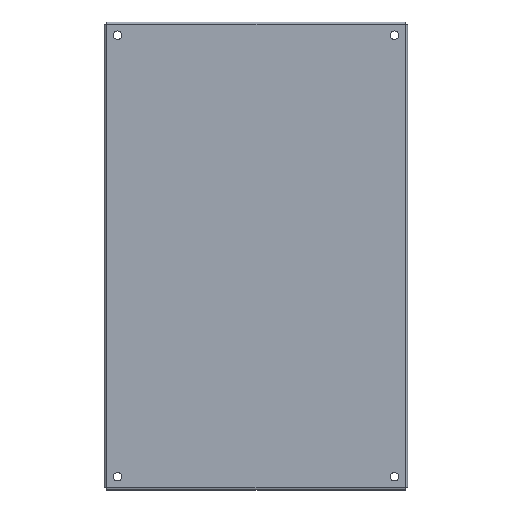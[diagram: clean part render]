
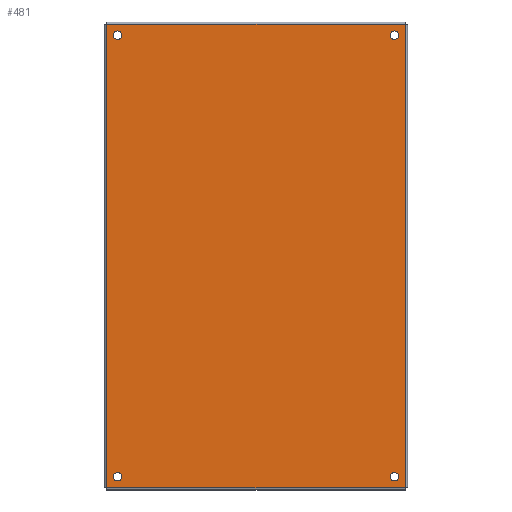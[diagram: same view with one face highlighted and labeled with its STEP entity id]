
A CAD part, front view. The second image highlights one B-rep face of the part: STEP entity #481.
In plain terms, the highlighted planar face has unit normal (0, -1, 0).
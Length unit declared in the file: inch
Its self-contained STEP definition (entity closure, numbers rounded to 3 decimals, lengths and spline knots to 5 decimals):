
#3 = VERTEX_POINT ( 'NONE', #1041 ) ;
#5 = AXIS2_PLACEMENT_3D ( 'NONE', #62, #74, #825 ) ;
#36 = CARTESIAN_POINT ( 'NONE',  ( -9.125, 0., 14.5625 ) ) ;
#37 = DIRECTION ( 'NONE',  ( 0., 1., 0. ) ) ;
#42 = DIRECTION ( 'NONE',  ( 0., 0., 1. ) ) ;
#43 = EDGE_CURVE ( 'NONE', #476, #1095, #1171, .T. ) ;
#51 = CIRCLE ( 'NONE', #1117, 0.28125 ) ;
#60 = ORIENTED_EDGE ( 'NONE', *, *, #570, .F. ) ;
#62 = CARTESIAN_POINT ( 'NONE',  ( -9.857, 0., 15.2945 ) ) ;
#74 = DIRECTION ( 'NONE',  ( 0., 1., 0. ) ) ;
#79 = DIRECTION ( 'NONE',  ( 0., 1., 0. ) ) ;
#84 = CARTESIAN_POINT ( 'NONE',  ( -9.857, 0., 15.2945 ) ) ;
#87 = VERTEX_POINT ( 'NONE', #181 ) ;
#93 = EDGE_CURVE ( 'NONE', #1082, #816, #441, .T. ) ;
#129 = DIRECTION ( 'NONE',  ( 0., 0., 1. ) ) ;
#143 = EDGE_CURVE ( 'NONE', #486, #3, #383, .T. ) ;
#147 = CARTESIAN_POINT ( 'NONE',  ( 9.125, 0., -14.28125 ) ) ;
#155 = DIRECTION ( 'NONE',  ( -1., 0., 0. ) ) ;
#158 = EDGE_CURVE ( 'NONE', #1191, #656, #568, .T. ) ;
#160 = EDGE_LOOP ( 'NONE', ( #892, #876 ) ) ;
#161 = EDGE_LOOP ( 'NONE', ( #1148, #1038 ) ) ;
#163 = DIRECTION ( 'NONE',  ( 0., 1., 0. ) ) ;
#164 = DIRECTION ( 'NONE',  ( 0., 0., 1. ) ) ;
#165 = CARTESIAN_POINT ( 'NONE',  ( -9.125, 0., 14.84375 ) ) ;
#175 = AXIS2_PLACEMENT_3D ( 'NONE', #1057, #229, #224 ) ;
#181 = CARTESIAN_POINT ( 'NONE',  ( -9.125, 0., -14.84375 ) ) ;
#193 = ORIENTED_EDGE ( 'NONE', *, *, #43, .T. ) ;
#202 = ORIENTED_EDGE ( 'NONE', *, *, #632, .T. ) ;
#205 = CIRCLE ( 'NONE', #211, 0.28125 ) ;
#211 = AXIS2_PLACEMENT_3D ( 'NONE', #705, #499, #42 ) ;
#217 = DIRECTION ( 'NONE',  ( 0., 0., -1. ) ) ;
#218 = CARTESIAN_POINT ( 'NONE',  ( -9.125, 0., -14.5625 ) ) ;
#222 = CARTESIAN_POINT ( 'NONE',  ( 9.857, 0., 15.2945 ) ) ;
#224 = DIRECTION ( 'NONE',  ( 0., 0., 1. ) ) ;
#229 = DIRECTION ( 'NONE',  ( 0., 1., 0. ) ) ;
#245 = EDGE_LOOP ( 'NONE', ( #477, #193 ) ) ;
#247 = CARTESIAN_POINT ( 'NONE',  ( 9.125, 0., 14.28125 ) ) ;
#285 = VECTOR ( 'NONE', #741, 39.37008 ) ;
#297 = EDGE_LOOP ( 'NONE', ( #60, #557, #724, #776 ) ) ;
#307 = DIRECTION ( 'NONE',  ( 0., 1., 0. ) ) ;
#336 = VECTOR ( 'NONE', #217, 39.37008 ) ;
#350 = PLANE ( 'NONE',  #5 ) ;
#374 = VECTOR ( 'NONE', #789, 39.37008 ) ;
#383 = CIRCLE ( 'NONE', #1002, 0.28125 ) ;
#413 = AXIS2_PLACEMENT_3D ( 'NONE', #970, #711, #421 ) ;
#421 = DIRECTION ( 'NONE',  ( 0., 0., 1. ) ) ;
#427 = CARTESIAN_POINT ( 'NONE',  ( 9.125, 0., -14.84375 ) ) ;
#431 = CARTESIAN_POINT ( 'NONE',  ( -9.857, 0., -15.2945 ) ) ;
#436 = FACE_BOUND ( 'NONE', #160, .T. ) ;
#441 = LINE ( 'NONE', #84, #285 ) ;
#462 = EDGE_CURVE ( 'NONE', #634, #87, #51, .T. ) ;
#476 = VERTEX_POINT ( 'NONE', #247 ) ;
#477 = ORIENTED_EDGE ( 'NONE', *, *, #665, .T. ) ;
#481 = ADVANCED_FACE ( 'NONE', ( #869, #698, #505, #436, #577 ), #350, .F. ) ;
#486 = VERTEX_POINT ( 'NONE', #165 ) ;
#499 = DIRECTION ( 'NONE',  ( 0., 1., 0. ) ) ;
#505 = FACE_BOUND ( 'NONE', #245, .T. ) ;
#506 = VECTOR ( 'NONE', #155, 39.37008 ) ;
#519 = CIRCLE ( 'NONE', #413, 0.28125 ) ;
#552 = ORIENTED_EDGE ( 'NONE', *, *, #980, .T. ) ;
#557 = ORIENTED_EDGE ( 'NONE', *, *, #158, .F. ) ;
#563 = CIRCLE ( 'NONE', #175, 0.28125 ) ;
#568 = LINE ( 'NONE', #222, #336 ) ;
#570 = EDGE_CURVE ( 'NONE', #656, #1082, #766, .T. ) ;
#572 = AXIS2_PLACEMENT_3D ( 'NONE', #1039, #79, #164 ) ;
#577 = FACE_BOUND ( 'NONE', #161, .T. ) ;
#596 = AXIS2_PLACEMENT_3D ( 'NONE', #218, #37, #695 ) ;
#631 = CARTESIAN_POINT ( 'NONE',  ( -9.125, 0., -14.5625 ) ) ;
#632 = EDGE_CURVE ( 'NONE', #710, #783, #863, .T. ) ;
#634 = VERTEX_POINT ( 'NONE', #730 ) ;
#637 = DIRECTION ( 'NONE',  ( 0., 0., 1. ) ) ;
#639 = DIRECTION ( 'NONE',  ( 0., 0., 1. ) ) ;
#643 = CARTESIAN_POINT ( 'NONE',  ( -9.857, 0., -15.2945 ) ) ;
#656 = VERTEX_POINT ( 'NONE', #810 ) ;
#660 = CIRCLE ( 'NONE', #596, 0.28125 ) ;
#665 = EDGE_CURVE ( 'NONE', #1095, #476, #519, .T. ) ;
#695 = DIRECTION ( 'NONE',  ( 0., 0., 1. ) ) ;
#698 = FACE_BOUND ( 'NONE', #798, .T. ) ;
#705 = CARTESIAN_POINT ( 'NONE',  ( 9.125, 0., -14.5625 ) ) ;
#710 = VERTEX_POINT ( 'NONE', #147 ) ;
#711 = DIRECTION ( 'NONE',  ( 0., 1., 0. ) ) ;
#724 = ORIENTED_EDGE ( 'NONE', *, *, #811, .F. ) ;
#730 = CARTESIAN_POINT ( 'NONE',  ( -9.125, 0., -14.28125 ) ) ;
#741 = DIRECTION ( 'NONE',  ( 0., 0., 1. ) ) ;
#766 = LINE ( 'NONE', #643, #506 ) ;
#776 = ORIENTED_EDGE ( 'NONE', *, *, #93, .F. ) ;
#783 = VERTEX_POINT ( 'NONE', #427 ) ;
#789 = DIRECTION ( 'NONE',  ( 1., 0., 0. ) ) ;
#794 = CARTESIAN_POINT ( 'NONE',  ( -9.857, 0., 15.2945 ) ) ;
#798 = EDGE_LOOP ( 'NONE', ( #202, #552 ) ) ;
#807 = DIRECTION ( 'NONE',  ( 0., 1., 0. ) ) ;
#809 = CARTESIAN_POINT ( 'NONE',  ( 9.125, 0., 14.5625 ) ) ;
#810 = CARTESIAN_POINT ( 'NONE',  ( 9.857, 0., -15.2945 ) ) ;
#811 = EDGE_CURVE ( 'NONE', #816, #1191, #1109, .T. ) ;
#816 = VERTEX_POINT ( 'NONE', #975 ) ;
#825 = DIRECTION ( 'NONE',  ( 0., 0., 1. ) ) ;
#863 = CIRCLE ( 'NONE', #572, 0.28125 ) ;
#869 = FACE_OUTER_BOUND ( 'NONE', #297, .T. ) ;
#876 = ORIENTED_EDGE ( 'NONE', *, *, #926, .T. ) ;
#883 = EDGE_CURVE ( 'NONE', #87, #634, #660, .T. ) ;
#892 = ORIENTED_EDGE ( 'NONE', *, *, #143, .T. ) ;
#926 = EDGE_CURVE ( 'NONE', #3, #486, #563, .T. ) ;
#970 = CARTESIAN_POINT ( 'NONE',  ( 9.125, 0., 14.5625 ) ) ;
#975 = CARTESIAN_POINT ( 'NONE',  ( -9.857, 0., 15.2945 ) ) ;
#980 = EDGE_CURVE ( 'NONE', #783, #710, #205, .T. ) ;
#1002 = AXIS2_PLACEMENT_3D ( 'NONE', #36, #307, #129 ) ;
#1009 = CARTESIAN_POINT ( 'NONE',  ( 9.857, 0., 15.2945 ) ) ;
#1038 = ORIENTED_EDGE ( 'NONE', *, *, #883, .T. ) ;
#1039 = CARTESIAN_POINT ( 'NONE',  ( 9.125, 0., -14.5625 ) ) ;
#1041 = CARTESIAN_POINT ( 'NONE',  ( -9.125, 0., 14.28125 ) ) ;
#1057 = CARTESIAN_POINT ( 'NONE',  ( -9.125, 0., 14.5625 ) ) ;
#1082 = VERTEX_POINT ( 'NONE', #431 ) ;
#1087 = CARTESIAN_POINT ( 'NONE',  ( 9.125, 0., 14.84375 ) ) ;
#1095 = VERTEX_POINT ( 'NONE', #1087 ) ;
#1109 = LINE ( 'NONE', #794, #374 ) ;
#1117 = AXIS2_PLACEMENT_3D ( 'NONE', #631, #807, #637 ) ;
#1148 = ORIENTED_EDGE ( 'NONE', *, *, #462, .T. ) ;
#1171 = CIRCLE ( 'NONE', #1183, 0.28125 ) ;
#1183 = AXIS2_PLACEMENT_3D ( 'NONE', #809, #163, #639 ) ;
#1191 = VERTEX_POINT ( 'NONE', #1009 ) ;
